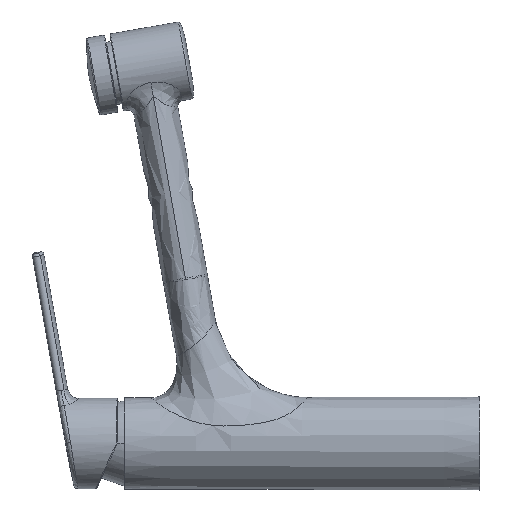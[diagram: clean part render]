
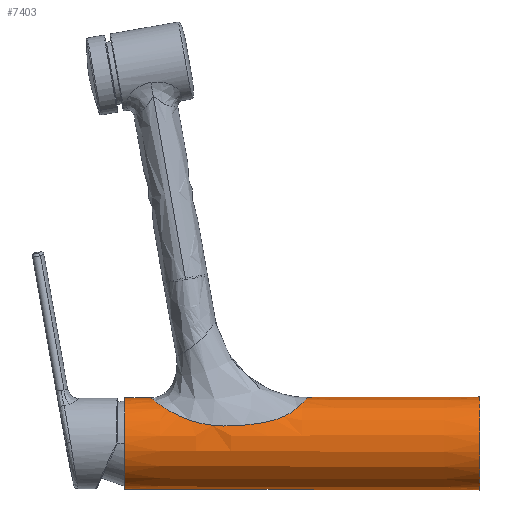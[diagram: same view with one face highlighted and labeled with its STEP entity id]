
A CAD part, left-side view. The second image highlights one B-rep face of the part: STEP entity #7403.
In plain terms, the highlighted conical face has half-angle 0.15 degrees and reference radius 24.445 mm.
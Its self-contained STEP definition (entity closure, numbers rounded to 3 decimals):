
#36 = LINE ( 'NONE', #4740, #1327 ) ;
#110 = B_SPLINE_CURVE_WITH_KNOTS ( 'NONE', 3,
 ( #442, #4644, #1145, #6074, #1835, #6768, #2549, #7458, #3255, #8154, #3948, #8886, #4677, #475 ),
 .UNSPECIFIED., .F., .F.,
 ( 4, 2, 2, 2, 2, 2, 4 ),
 ( 0., 0.125, 0.25, 0.5, 0.625, 0.75, 1. ),
 .UNSPECIFIED. ) ;
#246 = EDGE_CURVE ( 'NONE', #8037, #6381, #8366, .T. ) ;
#442 = CARTESIAN_POINT ( 'NONE',  ( 0., 176.849, 24.537 ) ) ;
#475 = CARTESIAN_POINT ( 'NONE',  ( -17.369, 166.467, 17.369 ) ) ;
#497 = AXIS2_PLACEMENT_3D ( 'NONE', #2727, #4872, #6297 ) ;
#515 = CARTESIAN_POINT ( 'NONE',  ( -18.579, 164.098, 16.097 ) ) ;
#519 = ORIENTED_EDGE ( 'NONE', *, *, #1306, .F. ) ;
#546 = CARTESIAN_POINT ( 'NONE',  ( -22.658, 127.324, 9.75 ) ) ;
#578 = CARTESIAN_POINT ( 'NONE',  ( -18.228, 101.02, 16.753 ) ) ;
#797 = VECTOR ( 'NONE', #5154, 1000. ) ;
#1145 = CARTESIAN_POINT ( 'NONE',  ( -1.89, 176.782, 24.482 ) ) ;
#1211 = CARTESIAN_POINT ( 'NONE',  ( -19.992, 160.305, 14.314 ) ) ;
#1232 = ORIENTED_EDGE ( 'NONE', *, *, #3930, .F. ) ;
#1239 = CARTESIAN_POINT ( 'NONE',  ( -22.473, 122.929, 10.197 ) ) ;
#1306 = EDGE_CURVE ( 'NONE', #1639, #2571, #4746, .T. ) ;
#1327 = VECTOR ( 'NONE', #5448, 1000. ) ;
#1331 = VERTEX_POINT ( 'NONE', #3221 ) ;
#1639 = VERTEX_POINT ( 'NONE', #6146 ) ;
#1674 = EDGE_CURVE ( 'NONE', #1331, #2571, #36, .T. ) ;
#1725 = CARTESIAN_POINT ( 'NONE',  ( 0., 190.8, 0. ) ) ;
#1747 = DIRECTION ( 'NONE',  ( 0., -1., 0.003 ) ) ;
#1811 = CARTESIAN_POINT ( 'NONE',  ( -16.177, 98.175, 18.795 ) ) ;
#1835 = CARTESIAN_POINT ( 'NONE',  ( -4.663, 176.327, 24.108 ) ) ;
#1906 = CARTESIAN_POINT ( 'NONE',  ( -21.609, 153.572, 11.778 ) ) ;
#1935 = CARTESIAN_POINT ( 'NONE',  ( -22.2, 118.558, 10.807 ) ) ;
#2441 = DIRECTION ( 'NONE',  ( 0., 0., 1. ) ) ;
#2526 = CARTESIAN_POINT ( 'NONE',  ( -11.575, 94.697, 22.186 ) ) ;
#2549 = CARTESIAN_POINT ( 'NONE',  ( -8.986, 174.833, 22.897 ) ) ;
#2571 = VERTEX_POINT ( 'NONE', #3774 ) ;
#2615 = CARTESIAN_POINT ( 'NONE',  ( -22.294, 147.872, 10.432 ) ) ;
#2638 = CARTESIAN_POINT ( 'NONE',  ( -21.797, 114.23, 11.624 ) ) ;
#2727 = CARTESIAN_POINT ( 'NONE',  ( 0., 0., 0. ) ) ;
#2890 = B_SPLINE_CURVE_WITH_KNOTS ( 'NONE', 3,
 ( #8921, #6779, #515, #5421, #1211, #6149, #1906, #6832, #2615, #7523, #3323, #8222, #4020, #8955, #4744, #546, #5451, #1239, #6170, #1935, #6863, #2638, #7547, #3352, #8251, #4050, #8985, #4774, #578, #5482 ),
 .UNSPECIFIED., .F., .F.,
 ( 4, 2, 2, 2, 2, 2, 2, 2, 2, 2, 2, 2, 2, 2, 4 ),
 ( 0., 0.062, 0.125, 0.25, 0.312, 0.375, 0.5, 0.562, 0.625, 0.688, 0.75, 0.813, 0.875, 0.938, 1. ),
 .UNSPECIFIED. ) ;
#3221 = CARTESIAN_POINT ( 'NONE',  ( 0., 190.8, -24.5 ) ) ;
#3234 = CARTESIAN_POINT ( 'NONE',  ( -3.805, 92.739, 24.575 ) ) ;
#3255 = CARTESIAN_POINT ( 'NONE',  ( -11.926, 172.936, 21.469 ) ) ;
#3323 = CARTESIAN_POINT ( 'NONE',  ( -22.603, 143.51, 9.771 ) ) ;
#3352 = CARTESIAN_POINT ( 'NONE',  ( -21.19, 109.989, 12.722 ) ) ;
#3662 = AXIS2_PLACEMENT_3D ( 'NONE', #1725, #6673, #2441 ) ;
#3774 = CARTESIAN_POINT ( 'NONE',  ( 0., 0., -25. ) ) ;
#3895 = CARTESIAN_POINT ( 'NONE',  ( 0., 211.788, 0. ) ) ;
#3901 = CARTESIAN_POINT ( 'NONE',  ( -17.492, 99.978, 17.492 ) ) ;
#3929 = CARTESIAN_POINT ( 'NONE',  ( 0., 92.594, 24.757 ) ) ;
#3930 = EDGE_CURVE ( 'NONE', #6381, #8277, #110, .T. ) ;
#3948 = CARTESIAN_POINT ( 'NONE',  ( -13.857, 171.238, 20.279 ) ) ;
#3954 = AXIS2_PLACEMENT_3D ( 'NONE', #3895, #4619, #8064 ) ;
#3965 = FACE_OUTER_BOUND ( 'NONE', #4655, .T. ) ;
#4020 = CARTESIAN_POINT ( 'NONE',  ( -22.809, 136.156, 9.329 ) ) ;
#4050 = CARTESIAN_POINT ( 'NONE',  ( -20.26, 105.919, 14.18 ) ) ;
#4098 = CARTESIAN_POINT ( 'NONE',  ( -17.492, 99.978, 17.492 ) ) ;
#4486 = CARTESIAN_POINT ( 'NONE',  ( 0., 211.788, 24.445 ) ) ;
#4547 = CARTESIAN_POINT ( 'NONE',  ( 0., 176.849, 24.537 ) ) ;
#4619 = DIRECTION ( 'NONE',  ( 0., -1., 0. ) ) ;
#4644 = CARTESIAN_POINT ( 'NONE',  ( -0.945, 176.849, 24.537 ) ) ;
#4655 = EDGE_LOOP ( 'NONE', ( #6562, #5105, #519, #5475, #8944, #7825, #1232, #7520 ) ) ;
#4677 = CARTESIAN_POINT ( 'NONE',  ( -16.54, 167.952, 18.193 ) ) ;
#4740 = CARTESIAN_POINT ( 'NONE',  ( 0., 211.788, -24.445 ) ) ;
#4744 = CARTESIAN_POINT ( 'NONE',  ( -22.739, 130.264, 9.539 ) ) ;
#4746 = CIRCLE ( 'NONE', #497, 25. ) ;
#4774 = CARTESIAN_POINT ( 'NONE',  ( -18.84, 102.168, 16.045 ) ) ;
#4872 = DIRECTION ( 'NONE',  ( 0., -1., 0. ) ) ;
#4950 = CARTESIAN_POINT ( 'NONE',  ( -17.369, 166.467, 17.369 ) ) ;
#5007 = CARTESIAN_POINT ( 'NONE',  ( 0., 92.594, 24.757 ) ) ;
#5105 = ORIENTED_EDGE ( 'NONE', *, *, #1674, .T. ) ;
#5154 = DIRECTION ( 'NONE',  ( 0., -1., 0.003 ) ) ;
#5421 = CARTESIAN_POINT ( 'NONE',  ( -19.567, 161.596, 14.891 ) ) ;
#5448 = DIRECTION ( 'NONE',  ( 0., -1., -0.003 ) ) ;
#5451 = CARTESIAN_POINT ( 'NONE',  ( -22.605, 125.857, 9.882 ) ) ;
#5475 = ORIENTED_EDGE ( 'NONE', *, *, #7963, .F. ) ;
#5482 = CARTESIAN_POINT ( 'NONE',  ( -17.492, 99.978, 17.492 ) ) ;
#5773 = EDGE_CURVE ( 'NONE', #6651, #8403, #7597, .T. ) ;
#5953 = EDGE_CURVE ( 'NONE', #8277, #6651, #2890, .T. ) ;
#6056 = CARTESIAN_POINT ( 'NONE',  ( -17.38, 99.821, 17.605 ) ) ;
#6074 = CARTESIAN_POINT ( 'NONE',  ( -3.749, 176.521, 24.267 ) ) ;
#6146 = CARTESIAN_POINT ( 'NONE',  ( 0., 0., 25. ) ) ;
#6149 = CARTESIAN_POINT ( 'NONE',  ( -21.098, 156.34, 12.699 ) ) ;
#6170 = CARTESIAN_POINT ( 'NONE',  ( -22.394, 121.468, 10.38 ) ) ;
#6297 = DIRECTION ( 'NONE',  ( 0., 0., -1. ) ) ;
#6365 = EDGE_CURVE ( 'NONE', #1331, #8037, #7383, .T. ) ;
#6381 = VERTEX_POINT ( 'NONE', #4547 ) ;
#6551 = CARTESIAN_POINT ( 'NONE',  ( 0., 211.788, 24.445 ) ) ;
#6562 = ORIENTED_EDGE ( 'NONE', *, *, #6365, .F. ) ;
#6651 = VERTEX_POINT ( 'NONE', #4098 ) ;
#6673 = DIRECTION ( 'NONE',  ( 0., 1., 0. ) ) ;
#6749 = CARTESIAN_POINT ( 'NONE',  ( -14.712, 96.76, 20.038 ) ) ;
#6768 = CARTESIAN_POINT ( 'NONE',  ( -7.324, 175.57, 23.492 ) ) ;
#6779 = CARTESIAN_POINT ( 'NONE',  ( -18.016, 165.309, 16.727 ) ) ;
#6832 = CARTESIAN_POINT ( 'NONE',  ( -22.151, 149.31, 10.728 ) ) ;
#6863 = CARTESIAN_POINT ( 'NONE',  ( -22.084, 117.108, 11.052 ) ) ;
#7383 = CIRCLE ( 'NONE', #3662, 24.5 ) ;
#7403 = ADVANCED_FACE ( 'NONE', ( #3965 ), #8925, .T. ) ;
#7439 = CARTESIAN_POINT ( 'NONE',  ( -7.872, 93.387, 23.772 ) ) ;
#7458 = CARTESIAN_POINT ( 'NONE',  ( -11.222, 173.446, 21.845 ) ) ;
#7520 = ORIENTED_EDGE ( 'NONE', *, *, #246, .F. ) ;
#7523 = CARTESIAN_POINT ( 'NONE',  ( -22.52, 144.972, 9.954 ) ) ;
#7547 = CARTESIAN_POINT ( 'NONE',  ( -21.625, 112.802, 11.953 ) ) ;
#7597 = B_SPLINE_CURVE_WITH_KNOTS ( 'NONE', 5,
 ( #3901, #8101, #6056, #1811, #6749, #2526, #7439, #3234, #8133, #3929 ),
 .UNSPECIFIED., .F., .F.,
 ( 6, 2, 2, 6 ),
 ( 0., 0.026, 0.554, 1. ),
 .UNSPECIFIED. ) ;
#7825 = ORIENTED_EDGE ( 'NONE', *, *, #5953, .F. ) ;
#7963 = EDGE_CURVE ( 'NONE', #8403, #1639, #8467, .T. ) ;
#8037 = VERTEX_POINT ( 'NONE', #8055 ) ;
#8055 = CARTESIAN_POINT ( 'NONE',  ( 0., 190.8, 24.5 ) ) ;
#8064 = DIRECTION ( 'NONE',  ( 0., 0., 1. ) ) ;
#8101 = CARTESIAN_POINT ( 'NONE',  ( -17.437, 99.899, 17.548 ) ) ;
#8133 = CARTESIAN_POINT ( 'NONE',  ( -1.903, 92.594, 24.757 ) ) ;
#8154 = CARTESIAN_POINT ( 'NONE',  ( -13.243, 171.832, 20.686 ) ) ;
#8222 = CARTESIAN_POINT ( 'NONE',  ( -22.782, 139.109, 9.379 ) ) ;
#8251 = CARTESIAN_POINT ( 'NONE',  ( -20.927, 108.604, 13.162 ) ) ;
#8277 = VERTEX_POINT ( 'NONE', #4950 ) ;
#8366 = LINE ( 'NONE', #6551, #8480 ) ;
#8403 = VERTEX_POINT ( 'NONE', #5007 ) ;
#8467 = LINE ( 'NONE', #4486, #797 ) ;
#8480 = VECTOR ( 'NONE', #1747, 1000. ) ;
#8886 = CARTESIAN_POINT ( 'NONE',  ( -15.571, 169.35, 19.041 ) ) ;
#8921 = CARTESIAN_POINT ( 'NONE',  ( -17.369, 166.467, 17.369 ) ) ;
#8925 = CONICAL_SURFACE ( 'NONE', #3954, 24.445, 0.003 ) ;
#8944 = ORIENTED_EDGE ( 'NONE', *, *, #5773, .F. ) ;
#8955 = CARTESIAN_POINT ( 'NONE',  ( -22.767, 131.736, 9.461 ) ) ;
#8985 = CARTESIAN_POINT ( 'NONE',  ( -19.855, 104.618, 14.759 ) ) ;
